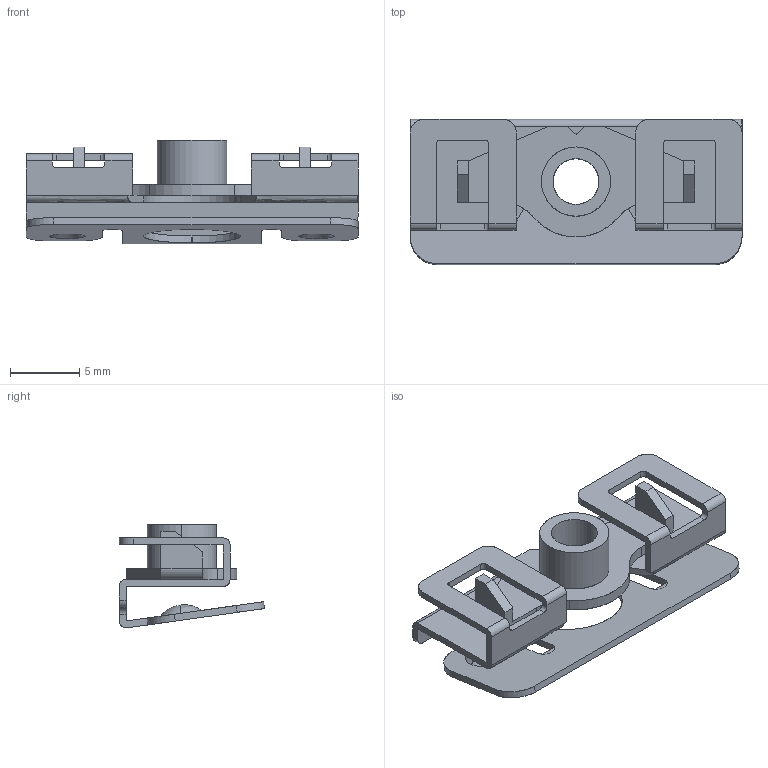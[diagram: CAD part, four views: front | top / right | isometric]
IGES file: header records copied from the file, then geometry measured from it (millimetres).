
Start section: SolidWorks IGES file using analytic representation for surfaces
Global section: file name: C-1176-C-M4.IGS,15; native system: HSolidWorks 2018; preprocessor: SolidWorks 2018; author: 1337yo; date: 200604.132834; units: millimetre
Bounding box: 24 x 10.5 x 7.5 mm (x, y, z)
Surface area: 1364.5 mm2 (no closed solid volume)
Topology: 0 solids, 0 shells, 120 faces, 1362 edges, 1357 vertices
Faces by surface type: bspline 68, revolution 52
